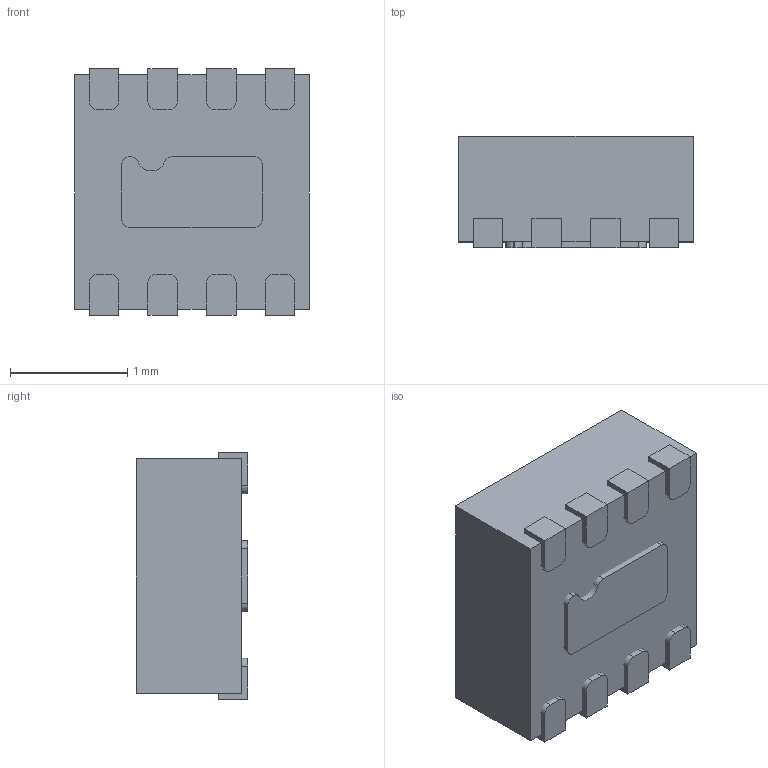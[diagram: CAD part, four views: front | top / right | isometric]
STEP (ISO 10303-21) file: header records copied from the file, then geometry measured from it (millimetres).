
FILE_DESCRIPTION (( 'STEP AP214' ), '1' );
FILE_NAME ('User Library-QFN8.STEP', '2020-02-22T09:44:29', ( '' ), ( '' ), 'SwSTEP 2.0', 'SolidWorks 2019', '' );
FILE_SCHEMA (( 'AUTOMOTIVE_DESIGN' ));
Length unit declared in the file: millimetre
Products named in the file (4): qfn-8-3; QFN-8-2; qfn8-1; User Library-QFN8
Assembly tree (10 placements, depth 2):
  User Library-QFN8
    qfn8-1
    QFN-8-2  x8
    qfn-8-3
Bounding box: 2 x 0.95 x 2.1 mm (x, y, z)
Volume: 3.9 mm3; surface area: 21.1 mm2
Topology: 10 solids, 10 shells, 87 faces, 198 edges, 132 vertices
Faces by surface type: plane 62, cylinder 25
Entity records: 1439 total; most frequent: DIRECTION 182, CARTESIAN_POINT 164, ORIENTED_EDGE 144, EDGE_CURVE 72, AXIS2_PLACEMENT_3D 66, LINE 50, VECTOR 50, VERTEX_POINT 48
